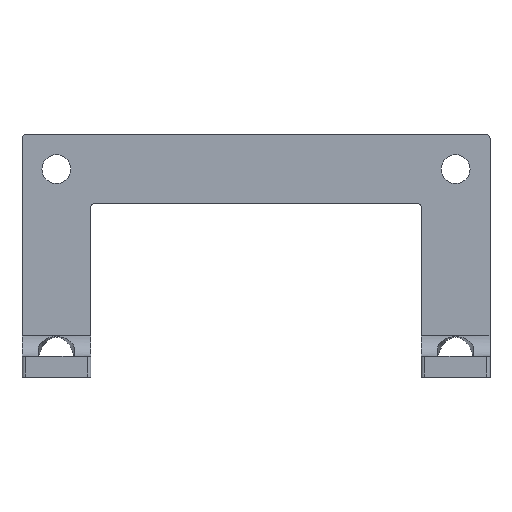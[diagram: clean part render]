
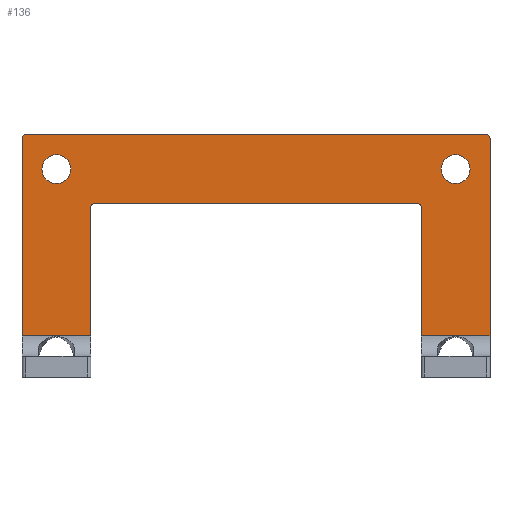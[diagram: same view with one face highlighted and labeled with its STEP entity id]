
A CAD part, top view. The second image highlights one B-rep face of the part: STEP entity #136.
In plain terms, the highlighted planar face has unit normal (0, 0, 1).
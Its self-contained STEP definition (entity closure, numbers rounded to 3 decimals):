
#125=FACE_BOUND('',#222,.T.);
#126=FACE_BOUND('',#223,.T.);
#127=FACE_BOUND('',#224,.T.);
#136=ADVANCED_FACE('',(#125,#126,#127),#172,.F.);
#172=PLANE('',#861);
#222=EDGE_LOOP('',(#311));
#223=EDGE_LOOP('',(#312));
#224=EDGE_LOOP('',(#313,#314,#315,#316,#317,#318,#319,#320,#321,#322,#323,
#324));
#265=CIRCLE('',#855,2.1);
#266=CIRCLE('',#856,2.1);
#267=CIRCLE('',#857,0.5);
#268=CIRCLE('',#858,0.5);
#269=CIRCLE('',#859,0.5);
#270=CIRCLE('',#860,0.5);
#311=ORIENTED_EDGE('',*,*,#611,.T.);
#312=ORIENTED_EDGE('',*,*,#612,.T.);
#313=ORIENTED_EDGE('',*,*,#613,.F.);
#314=ORIENTED_EDGE('',*,*,#614,.T.);
#315=ORIENTED_EDGE('',*,*,#615,.F.);
#316=ORIENTED_EDGE('',*,*,#616,.T.);
#317=ORIENTED_EDGE('',*,*,#617,.F.);
#318=ORIENTED_EDGE('',*,*,#618,.T.);
#319=ORIENTED_EDGE('',*,*,#619,.F.);
#320=ORIENTED_EDGE('',*,*,#620,.T.);
#321=ORIENTED_EDGE('',*,*,#621,.F.);
#322=ORIENTED_EDGE('',*,*,#622,.F.);
#323=ORIENTED_EDGE('',*,*,#605,.F.);
#324=ORIENTED_EDGE('',*,*,#623,.T.);
#529=VERTEX_POINT('',#1149);
#530=VERTEX_POINT('',#1151);
#535=VERTEX_POINT('',#1163);
#536=VERTEX_POINT('',#1165);
#537=VERTEX_POINT('',#1167);
#538=VERTEX_POINT('',#1168);
#539=VERTEX_POINT('',#1170);
#540=VERTEX_POINT('',#1172);
#541=VERTEX_POINT('',#1174);
#542=VERTEX_POINT('',#1176);
#543=VERTEX_POINT('',#1178);
#544=VERTEX_POINT('',#1180);
#545=VERTEX_POINT('',#1182);
#546=VERTEX_POINT('',#1184);
#605=EDGE_CURVE('',#529,#530,#717,.T.);
#611=EDGE_CURVE('',#535,#535,#265,.T.);
#612=EDGE_CURVE('',#536,#536,#266,.T.);
#613=EDGE_CURVE('',#537,#538,#721,.T.);
#614=EDGE_CURVE('',#537,#539,#267,.T.);
#615=EDGE_CURVE('',#540,#539,#722,.T.);
#616=EDGE_CURVE('',#540,#541,#723,.T.);
#617=EDGE_CURVE('',#542,#541,#724,.T.);
#618=EDGE_CURVE('',#542,#543,#268,.T.);
#619=EDGE_CURVE('',#544,#543,#725,.T.);
#620=EDGE_CURVE('',#544,#545,#269,.T.);
#621=EDGE_CURVE('',#546,#545,#726,.T.);
#622=EDGE_CURVE('',#530,#546,#727,.T.);
#623=EDGE_CURVE('',#529,#538,#270,.T.);
#717=LINE('',#1150,#785);
#721=LINE('',#1166,#789);
#722=LINE('',#1171,#790);
#723=LINE('',#1173,#791);
#724=LINE('',#1175,#792);
#725=LINE('',#1179,#793);
#726=LINE('',#1183,#794);
#727=LINE('',#1185,#795);
#785=VECTOR('',#930,1.);
#789=VECTOR('',#944,1.);
#790=VECTOR('',#947,1.);
#791=VECTOR('',#948,1.);
#792=VECTOR('',#949,1.);
#793=VECTOR('',#952,1.);
#794=VECTOR('',#955,1.);
#795=VECTOR('',#956,1.);
#855=AXIS2_PLACEMENT_3D('',#1162,#940,#941);
#856=AXIS2_PLACEMENT_3D('',#1164,#942,#943);
#857=AXIS2_PLACEMENT_3D('',#1169,#945,#946);
#858=AXIS2_PLACEMENT_3D('',#1177,#950,#951);
#859=AXIS2_PLACEMENT_3D('',#1181,#953,#954);
#860=AXIS2_PLACEMENT_3D('',#1186,#957,#958);
#861=AXIS2_PLACEMENT_3D('',#1187,#959,#960);
#930=DIRECTION('',(0.,-1.,0.));
#940=DIRECTION('',(0.,0.,-1.));
#941=DIRECTION('',(1.,0.,0.));
#942=DIRECTION('',(0.,0.,-1.));
#943=DIRECTION('',(1.,0.,0.));
#944=DIRECTION('',(1.,0.,0.));
#945=DIRECTION('',(0.,0.,1.));
#946=DIRECTION('',(0.,1.,0.));
#947=DIRECTION('',(0.,1.,0.));
#948=DIRECTION('',(1.,0.,0.));
#949=DIRECTION('',(0.,-1.,0.));
#950=DIRECTION('',(0.,0.,-1.));
#951=DIRECTION('',(0.,1.,0.));
#952=DIRECTION('',(-1.,0.,0.));
#953=DIRECTION('',(0.,0.,-1.));
#954=DIRECTION('',(0.,1.,0.));
#955=DIRECTION('',(0.,1.,0.));
#956=DIRECTION('',(-1.,0.,0.));
#957=DIRECTION('',(0.,0.,1.));
#958=DIRECTION('',(0.,1.,0.));
#959=DIRECTION('',(0.,0.,-1.));
#960=DIRECTION('',(1.,0.,0.));
#1149=CARTESIAN_POINT('',(34.,41.483,0.267));
#1150=CARTESIAN_POINT('',(34.,41.983,0.267));
#1151=CARTESIAN_POINT('',(34.,12.75,0.267));
#1162=CARTESIAN_POINT('',(29.,36.983,0.267));
#1163=CARTESIAN_POINT('',(31.1,36.983,0.267));
#1164=CARTESIAN_POINT('',(-29.,36.983,0.267));
#1165=CARTESIAN_POINT('',(-26.9,36.983,0.267));
#1166=CARTESIAN_POINT('',(-34.,41.983,0.267));
#1167=CARTESIAN_POINT('',(-33.5,41.983,0.267));
#1168=CARTESIAN_POINT('',(33.5,41.983,0.267));
#1169=CARTESIAN_POINT('',(-33.5,41.483,0.267));
#1170=CARTESIAN_POINT('',(-34.,41.483,0.267));
#1171=CARTESIAN_POINT('',(-34.,-3.517,0.267));
#1172=CARTESIAN_POINT('',(-34.,12.75,0.267));
#1173=CARTESIAN_POINT('',(-34.,12.75,0.267));
#1174=CARTESIAN_POINT('',(-24.,12.75,0.267));
#1175=CARTESIAN_POINT('',(-24.,31.983,0.267));
#1176=CARTESIAN_POINT('',(-24.,31.483,0.267));
#1177=CARTESIAN_POINT('',(-23.5,31.483,0.267));
#1178=CARTESIAN_POINT('',(-23.5,31.983,0.267));
#1179=CARTESIAN_POINT('',(24.,31.983,0.267));
#1180=CARTESIAN_POINT('',(23.5,31.983,0.267));
#1181=CARTESIAN_POINT('',(23.5,31.483,0.267));
#1182=CARTESIAN_POINT('',(24.,31.483,0.267));
#1183=CARTESIAN_POINT('',(24.,-3.517,0.267));
#1184=CARTESIAN_POINT('',(24.,12.75,0.267));
#1185=CARTESIAN_POINT('',(24.,12.75,0.267));
#1186=CARTESIAN_POINT('',(33.5,41.483,0.267));
#1187=CARTESIAN_POINT('',(0.,19.233,0.267));
